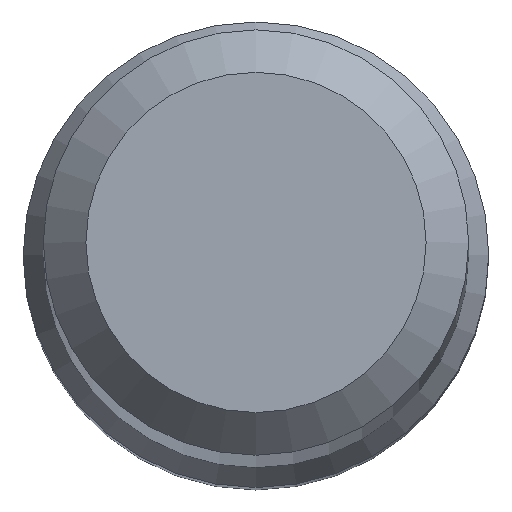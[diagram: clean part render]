
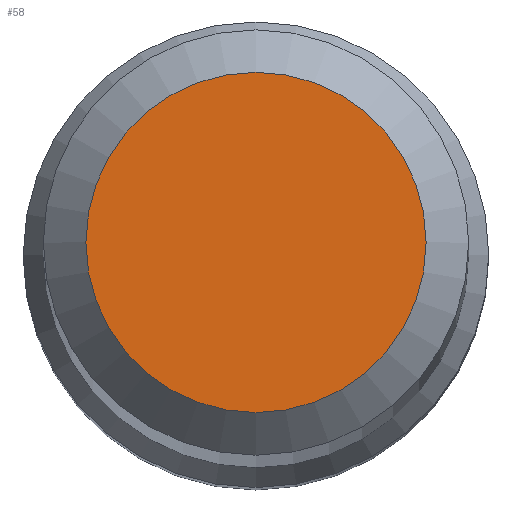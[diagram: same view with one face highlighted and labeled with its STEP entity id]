
A CAD part, top view. The second image highlights one B-rep face of the part: STEP entity #58.
In plain terms, the highlighted planar face has unit normal (0, 0, 1).
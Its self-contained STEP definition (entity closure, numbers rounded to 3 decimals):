
#9 = PLANE ( 'NONE',  #102 ) ;
#22 = AXIS2_PLACEMENT_3D ( 'NONE', #215, #192, #24 ) ;
#24 = DIRECTION ( 'NONE',  ( 0., 1., 0. ) ) ;
#26 = FACE_OUTER_BOUND ( 'NONE', #135, .T. ) ;
#36 = ORIENTED_EDGE ( 'NONE', *, *, #100, .F. ) ;
#58 = ADVANCED_FACE ( 'NONE', ( #26 ), #9, .T. ) ;
#66 = CARTESIAN_POINT ( 'NONE',  ( 0., 0., 80. ) ) ;
#77 = CIRCLE ( 'NONE', #22, 1.6 ) ;
#100 = EDGE_CURVE ( 'NONE', #105, #105, #77, .T. ) ;
#102 = AXIS2_PLACEMENT_3D ( 'NONE', #66, #235, #103 ) ;
#103 = DIRECTION ( 'NONE',  ( 0., -1., 0. ) ) ;
#105 = VERTEX_POINT ( 'NONE', #173 ) ;
#135 = EDGE_LOOP ( 'NONE', ( #36 ) ) ;
#173 = CARTESIAN_POINT ( 'NONE',  ( 0., 1.6, 80. ) ) ;
#192 = DIRECTION ( 'NONE',  ( 0., 0., -1. ) ) ;
#215 = CARTESIAN_POINT ( 'NONE',  ( 0., 0., 80. ) ) ;
#235 = DIRECTION ( 'NONE',  ( 0., 0., 1. ) ) ;
